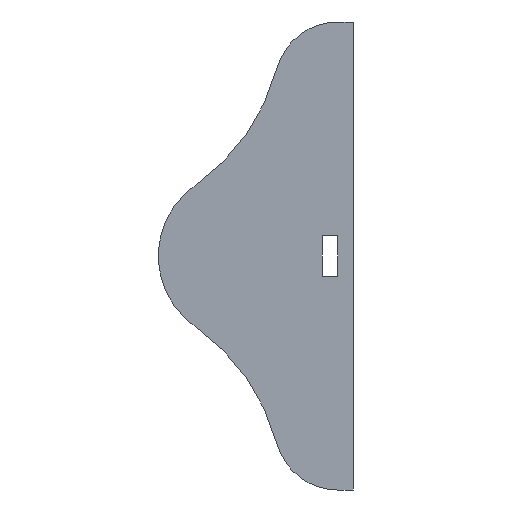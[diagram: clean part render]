
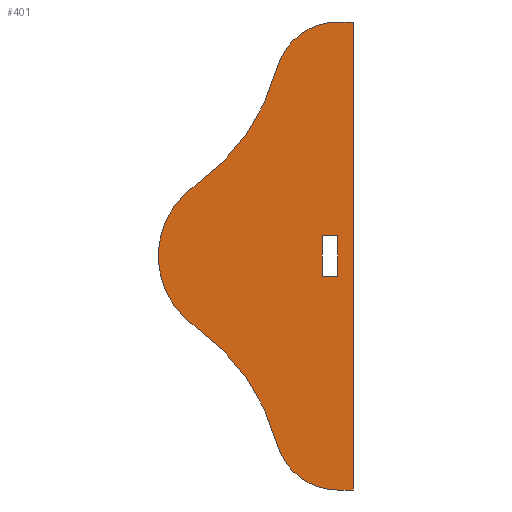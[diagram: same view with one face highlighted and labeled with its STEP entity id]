
A CAD part, left-side view. The second image highlights one B-rep face of the part: STEP entity #401.
In plain terms, the highlighted planar face has unit normal (-1, 0, 0).
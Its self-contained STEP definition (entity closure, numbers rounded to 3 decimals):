
#6 = DIRECTION ( 'NONE',  ( 0., 0., 1. ) ) ;
#12 = DIRECTION ( 'NONE',  ( 0., 0., -1. ) ) ;
#14 = ORIENTED_EDGE ( 'NONE', *, *, #378, .T. ) ;
#16 = CARTESIAN_POINT ( 'NONE',  ( -8., 4., -27.4 ) ) ;
#17 = VERTEX_POINT ( 'NONE', #171 ) ;
#22 = CARTESIAN_POINT ( 'NONE',  ( -8., 9.819, -6. ) ) ;
#23 = VERTEX_POINT ( 'NONE', #58 ) ;
#36 = VECTOR ( 'NONE', #119, 1000. ) ;
#40 = AXIS2_PLACEMENT_3D ( 'NONE', #322, #270, #199 ) ;
#42 = ORIENTED_EDGE ( 'NONE', *, *, #268, .T. ) ;
#43 = CARTESIAN_POINT ( 'NONE',  ( -8., 0., 0. ) ) ;
#45 = LINE ( 'NONE', #402, #100 ) ;
#47 = EDGE_CURVE ( 'NONE', #376, #116, #51, .T. ) ;
#51 = LINE ( 'NONE', #339, #374 ) ;
#55 = VERTEX_POINT ( 'NONE', #118 ) ;
#58 = CARTESIAN_POINT ( 'NONE',  ( -8., 20.293, -20.958 ) ) ;
#59 = DIRECTION ( 'NONE',  ( 0., 0., 1. ) ) ;
#66 = PLANE ( 'NONE',  #394 ) ;
#74 = DIRECTION ( 'NONE',  ( 0., 0., -1. ) ) ;
#82 = CARTESIAN_POINT ( 'NONE',  ( -8., 0., 0. ) ) ;
#88 = ORIENTED_EDGE ( 'NONE', *, *, #305, .F. ) ;
#93 = VERTEX_POINT ( 'NONE', #99 ) ;
#95 = VERTEX_POINT ( 'NONE', #16 ) ;
#99 = CARTESIAN_POINT ( 'NONE',  ( -8., 0., -60. ) ) ;
#100 = VECTOR ( 'NONE', #155, 1000. ) ;
#107 = CIRCLE ( 'NONE', #201, 8.095 ) ;
#109 = DIRECTION ( 'NONE',  ( -1., 0., 0. ) ) ;
#112 = CARTESIAN_POINT ( 'NONE',  ( -8., 2., -27.4 ) ) ;
#116 = VERTEX_POINT ( 'NONE', #478 ) ;
#118 = CARTESIAN_POINT ( 'NONE',  ( -8., 9.819, -54. ) ) ;
#119 = DIRECTION ( 'NONE',  ( 0., 0., 1. ) ) ;
#120 = EDGE_CURVE ( 'NONE', #23, #170, #126, .T. ) ;
#122 = CARTESIAN_POINT ( 'NONE',  ( -8., 4., -27.4 ) ) ;
#126 = CIRCLE ( 'NONE', #382, 26.695 ) ;
#127 = VECTOR ( 'NONE', #425, 1000. ) ;
#147 = DIRECTION ( 'NONE',  ( 0., -1., 0. ) ) ;
#148 = CARTESIAN_POINT ( 'NONE',  ( -8., 2., -32.6 ) ) ;
#151 = VECTOR ( 'NONE', #147, 1000. ) ;
#153 = DIRECTION ( 'NONE',  ( 0., 1., 0. ) ) ;
#155 = DIRECTION ( 'NONE',  ( 0., 0., -1. ) ) ;
#159 = ORIENTED_EDGE ( 'NONE', *, *, #474, .F. ) ;
#160 = LINE ( 'NONE', #293, #302 ) ;
#170 = VERTEX_POINT ( 'NONE', #22 ) ;
#171 = CARTESIAN_POINT ( 'NONE',  ( -8., 2., -60. ) ) ;
#173 = ORIENTED_EDGE ( 'NONE', *, *, #321, .F. ) ;
#175 = DIRECTION ( 'NONE',  ( -1., 0., 0. ) ) ;
#179 = CARTESIAN_POINT ( 'NONE',  ( -8., 2., -8.095 ) ) ;
#180 = CARTESIAN_POINT ( 'NONE',  ( -8., 4., -32.6 ) ) ;
#193 = EDGE_LOOP ( 'NONE', ( #14, #345, #456, #42 ) ) ;
#194 = CARTESIAN_POINT ( 'NONE',  ( -8., 35.604, -60.909 ) ) ;
#195 = VERTEX_POINT ( 'NONE', #180 ) ;
#199 = DIRECTION ( 'NONE',  ( 0., 0., 1. ) ) ;
#201 = AXIS2_PLACEMENT_3D ( 'NONE', #325, #316, #468 ) ;
#202 = EDGE_CURVE ( 'NONE', #116, #195, #323, .T. ) ;
#206 = DIRECTION ( 'NONE',  ( 1., 0., 0. ) ) ;
#224 = VECTOR ( 'NONE', #438, 1000. ) ;
#259 = AXIS2_PLACEMENT_3D ( 'NONE', #311, #206, #59 ) ;
#260 = LINE ( 'NONE', #122, #36 ) ;
#268 = EDGE_CURVE ( 'NONE', #195, #95, #260, .T. ) ;
#270 = DIRECTION ( 'NONE',  ( 1., 0., 0. ) ) ;
#277 = VERTEX_POINT ( 'NONE', #82 ) ;
#282 = ORIENTED_EDGE ( 'NONE', *, *, #120, .F. ) ;
#285 = EDGE_CURVE ( 'NONE', #93, #17, #160, .T. ) ;
#287 = EDGE_CURVE ( 'NONE', #453, #277, #404, .T. ) ;
#293 = CARTESIAN_POINT ( 'NONE',  ( -8., 0., -60. ) ) ;
#296 = DIRECTION ( 'NONE',  ( -1., 0., 0. ) ) ;
#302 = VECTOR ( 'NONE', #153, 1000. ) ;
#304 = CIRCLE ( 'NONE', #259, 11.038 ) ;
#305 = EDGE_CURVE ( 'NONE', #55, #312, #383, .T. ) ;
#311 = CARTESIAN_POINT ( 'NONE',  ( -8., 13.962, -30. ) ) ;
#312 = VERTEX_POINT ( 'NONE', #363 ) ;
#316 = DIRECTION ( 'NONE',  ( 1., 0., 0. ) ) ;
#318 = ORIENTED_EDGE ( 'NONE', *, *, #285, .F. ) ;
#321 = EDGE_CURVE ( 'NONE', #277, #93, #45, .T. ) ;
#322 = CARTESIAN_POINT ( 'NONE',  ( -8., 2., -8.095 ) ) ;
#323 = LINE ( 'NONE', #148, #127 ) ;
#324 = CIRCLE ( 'NONE', #40, 8.095 ) ;
#325 = CARTESIAN_POINT ( 'NONE',  ( -8., 2., -51.905 ) ) ;
#339 = CARTESIAN_POINT ( 'NONE',  ( -8., 2., -27.4 ) ) ;
#345 = ORIENTED_EDGE ( 'NONE', *, *, #47, .T. ) ;
#347 = ORIENTED_EDGE ( 'NONE', *, *, #476, .F. ) ;
#358 = CARTESIAN_POINT ( 'NONE',  ( -8., 2., -27.4 ) ) ;
#363 = CARTESIAN_POINT ( 'NONE',  ( -8., 20.293, -39.042 ) ) ;
#365 = ORIENTED_EDGE ( 'NONE', *, *, #287, .F. ) ;
#374 = VECTOR ( 'NONE', #12, 1000. ) ;
#376 = VERTEX_POINT ( 'NONE', #358 ) ;
#378 = EDGE_CURVE ( 'NONE', #95, #376, #430, .T. ) ;
#379 = EDGE_CURVE ( 'NONE', #17, #55, #107, .T. ) ;
#382 = AXIS2_PLACEMENT_3D ( 'NONE', #437, #109, #74 ) ;
#383 = CIRCLE ( 'NONE', #449, 26.695 ) ;
#394 = AXIS2_PLACEMENT_3D ( 'NONE', #179, #175, #432 ) ;
#401 = ADVANCED_FACE ( 'NONE', ( #464, #475 ), #66, .T. ) ;
#402 = CARTESIAN_POINT ( 'NONE',  ( -8., 0., 0. ) ) ;
#404 = LINE ( 'NONE', #43, #224 ) ;
#416 = EDGE_LOOP ( 'NONE', ( #365, #159, #282, #347, #88, #421, #318, #173 ) ) ;
#421 = ORIENTED_EDGE ( 'NONE', *, *, #379, .F. ) ;
#425 = DIRECTION ( 'NONE',  ( 0., 1., 0. ) ) ;
#427 = CARTESIAN_POINT ( 'NONE',  ( -8., 2., 0. ) ) ;
#430 = LINE ( 'NONE', #112, #151 ) ;
#432 = DIRECTION ( 'NONE',  ( 0., 0., 1. ) ) ;
#437 = CARTESIAN_POINT ( 'NONE',  ( -8., 35.604, 0.909 ) ) ;
#438 = DIRECTION ( 'NONE',  ( 0., -1., 0. ) ) ;
#449 = AXIS2_PLACEMENT_3D ( 'NONE', #194, #296, #6 ) ;
#453 = VERTEX_POINT ( 'NONE', #427 ) ;
#456 = ORIENTED_EDGE ( 'NONE', *, *, #202, .T. ) ;
#464 = FACE_BOUND ( 'NONE', #193, .T. ) ;
#468 = DIRECTION ( 'NONE',  ( 0., 0., -1. ) ) ;
#474 = EDGE_CURVE ( 'NONE', #170, #453, #324, .T. ) ;
#475 = FACE_OUTER_BOUND ( 'NONE', #416, .T. ) ;
#476 = EDGE_CURVE ( 'NONE', #312, #23, #304, .T. ) ;
#478 = CARTESIAN_POINT ( 'NONE',  ( -8., 2., -32.6 ) ) ;
